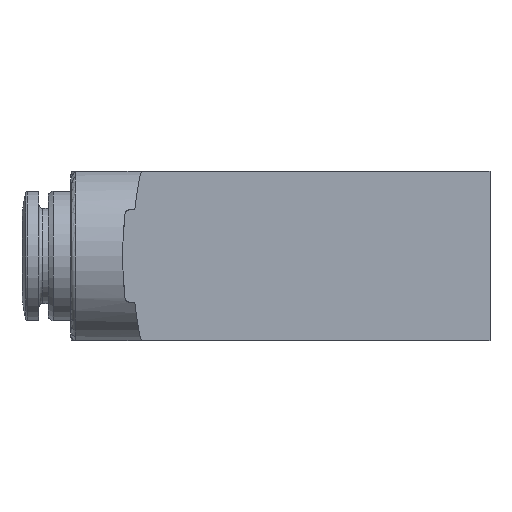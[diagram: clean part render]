
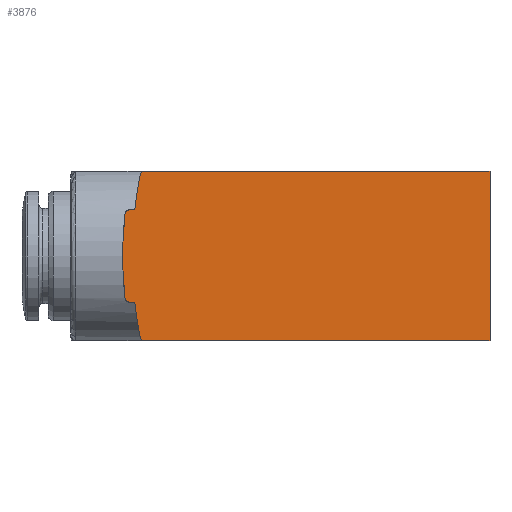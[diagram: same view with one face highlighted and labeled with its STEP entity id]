
A CAD part, left-side view. The second image highlights one B-rep face of the part: STEP entity #3876.
In plain terms, the highlighted planar face has unit normal (-1, 0, 0).
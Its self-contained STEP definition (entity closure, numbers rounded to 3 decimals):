
#138=CIRCLE('',#4023,44.);
#140=CIRCLE('',#4026,44.);
#142=CIRCLE('',#4029,0.5);
#144=CIRCLE('',#4032,0.5);
#146=CIRCLE('',#4035,44.);
#148=CIRCLE('',#4038,0.5);
#150=CIRCLE('',#4041,0.5);
#569=ORIENTED_EDGE('',*,*,#1150,.T.);
#570=ORIENTED_EDGE('',*,*,#1147,.F.);
#571=ORIENTED_EDGE('',*,*,#1138,.F.);
#572=ORIENTED_EDGE('',*,*,#1121,.F.);
#573=ORIENTED_EDGE('',*,*,#1219,.F.);
#574=ORIENTED_EDGE('',*,*,#1130,.F.);
#575=ORIENTED_EDGE('',*,*,#1136,.F.);
#576=ORIENTED_EDGE('',*,*,#1134,.F.);
#577=ORIENTED_EDGE('',*,*,#1228,.F.);
#578=ORIENTED_EDGE('',*,*,#1125,.F.);
#579=ORIENTED_EDGE('',*,*,#1142,.F.);
#580=ORIENTED_EDGE('',*,*,#1145,.T.);
#1121=EDGE_CURVE('',#1519,#1520,#138,.T.);
#1125=EDGE_CURVE('',#1523,#1524,#140,.T.);
#1130=EDGE_CURVE('',#1528,#1525,#142,.T.);
#1134=EDGE_CURVE('',#1532,#1529,#144,.T.);
#1136=EDGE_CURVE('',#1529,#1528,#146,.T.);
#1138=EDGE_CURVE('',#1520,#1534,#148,.T.);
#1142=EDGE_CURVE('',#1536,#1523,#150,.T.);
#1145=EDGE_CURVE('',#1536,#1538,#1789,.T.);
#1147=EDGE_CURVE('',#1534,#1540,#1791,.T.);
#1150=EDGE_CURVE('',#1538,#1540,#1794,.T.);
#1219=EDGE_CURVE('',#1525,#1519,#1829,.T.);
#1228=EDGE_CURVE('',#1524,#1532,#1838,.T.);
#1519=VERTEX_POINT('',#5271);
#1520=VERTEX_POINT('',#5273);
#1523=VERTEX_POINT('',#5280);
#1524=VERTEX_POINT('',#5282);
#1525=VERTEX_POINT('',#5286);
#1528=VERTEX_POINT('',#5291);
#1529=VERTEX_POINT('',#5295);
#1532=VERTEX_POINT('',#5300);
#1534=VERTEX_POINT('',#5309);
#1536=VERTEX_POINT('',#5315);
#1538=VERTEX_POINT('',#5321);
#1540=VERTEX_POINT('',#5327);
#1789=LINE('',#5322,#2047);
#1791=LINE('',#5326,#2049);
#1794=LINE('',#5331,#2052);
#1829=LINE('',#5510,#2087);
#1838=LINE('',#5525,#2096);
#2047=VECTOR('',#4448,1000.);
#2049=VECTOR('',#4452,1000.);
#2052=VECTOR('',#4457,1000.);
#2087=VECTOR('',#4562,1000.);
#2096=VECTOR('',#4573,1000.);
#2291=EDGE_LOOP('',(#569,#570,#571,#572,#573,#574,#575,#576,#577,#578,#579,
#580));
#2489=FACE_BOUND('',#2291,.T.);
#2657=PLANE('',#4108);
#3876=ADVANCED_FACE('',(#2489),#2657,.F.);
#4023=AXIS2_PLACEMENT_3D('',#5272,#4397,#4398);
#4026=AXIS2_PLACEMENT_3D('',#5281,#4405,#4406);
#4029=AXIS2_PLACEMENT_3D('',#5292,#4414,#4415);
#4032=AXIS2_PLACEMENT_3D('',#5301,#4422,#4423);
#4035=AXIS2_PLACEMENT_3D('',#5304,#4428,#4429);
#4038=AXIS2_PLACEMENT_3D('',#5308,#4434,#4435);
#4041=AXIS2_PLACEMENT_3D('',#5316,#4442,#4443);
#4108=AXIS2_PLACEMENT_3D('',#5690,#4669,#4670);
#4397=DIRECTION('',(1.,0.,0.));
#4398=DIRECTION('',(0.,0.,-1.));
#4405=DIRECTION('',(1.,0.,0.));
#4406=DIRECTION('',(0.,0.,-1.));
#4414=DIRECTION('',(1.,0.,0.));
#4415=DIRECTION('',(0.,0.,-1.));
#4422=DIRECTION('',(1.,0.,0.));
#4423=DIRECTION('',(0.,0.,-1.));
#4428=DIRECTION('',(1.,0.,0.));
#4429=DIRECTION('',(0.,0.,-1.));
#4434=DIRECTION('',(1.,0.,0.));
#4435=DIRECTION('',(0.,0.,-1.));
#4442=DIRECTION('',(1.,0.,0.));
#4443=DIRECTION('',(0.,0.,-1.));
#4448=DIRECTION('',(0.,-1.,0.));
#4452=DIRECTION('',(0.,-1.,0.));
#4457=DIRECTION('',(0.,0.,1.));
#4562=DIRECTION('',(0.,-1.,0.));
#4573=DIRECTION('',(0.,1.,0.));
#4669=DIRECTION('',(1.,0.,0.));
#4670=DIRECTION('',(0.,0.,-1.));
#5271=CARTESIAN_POINT('',(-21.5,37.726,4.9));
#5272=CARTESIAN_POINT('',(-21.5,-6.,0.));
#5273=CARTESIAN_POINT('',(-21.5,37.152,8.598));
#5280=CARTESIAN_POINT('',(-21.5,37.152,-8.598));
#5281=CARTESIAN_POINT('',(-21.5,-6.,0.));
#5282=CARTESIAN_POINT('',(-21.5,37.726,-4.9));
#5286=CARTESIAN_POINT('',(-21.5,38.277,4.9));
#5291=CARTESIAN_POINT('',(-21.5,38.774,4.451));
#5292=CARTESIAN_POINT('',(-21.5,38.277,4.4));
#5295=CARTESIAN_POINT('',(-21.5,38.774,-4.451));
#5300=CARTESIAN_POINT('',(-21.5,38.277,-4.9));
#5301=CARTESIAN_POINT('',(-21.5,38.277,-4.4));
#5304=CARTESIAN_POINT('',(-21.5,-5.,0.));
#5308=CARTESIAN_POINT('',(-21.5,36.661,8.5));
#5309=CARTESIAN_POINT('',(-21.5,36.661,9.));
#5315=CARTESIAN_POINT('',(-21.5,36.661,-9.));
#5316=CARTESIAN_POINT('',(-21.5,36.661,-8.5));
#5321=CARTESIAN_POINT('',(-21.5,0.,-9.));
#5322=CARTESIAN_POINT('',(-21.5,8.,-9.));
#5326=CARTESIAN_POINT('',(-21.5,8.,9.));
#5327=CARTESIAN_POINT('',(-21.5,0.,9.));
#5331=CARTESIAN_POINT('',(-21.5,0.,-9.));
#5510=CARTESIAN_POINT('',(-21.5,38.277,4.9));
#5525=CARTESIAN_POINT('',(-21.5,0.,-4.9));
#5690=CARTESIAN_POINT('',(-21.5,8.,-9.));
